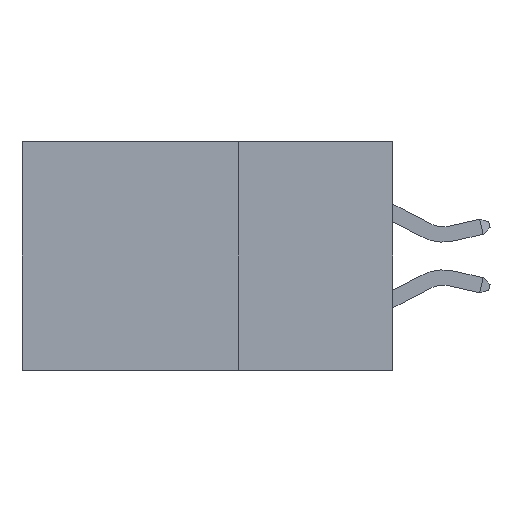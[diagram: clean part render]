
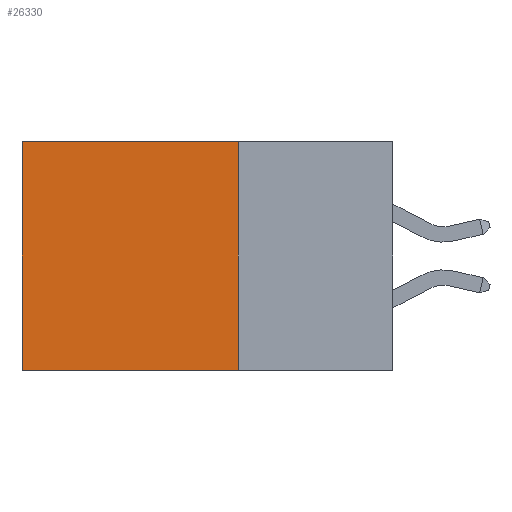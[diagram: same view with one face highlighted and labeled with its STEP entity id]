
A CAD part, left-side view. The second image highlights one B-rep face of the part: STEP entity #26330.
In plain terms, the highlighted planar face has unit normal (-1, 0, 0).
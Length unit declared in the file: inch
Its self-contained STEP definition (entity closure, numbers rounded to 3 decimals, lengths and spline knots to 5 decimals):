
#482 = VERTEX_POINT ( 'NONE', #33805 ) ;
#4394 = EDGE_CURVE ( 'NONE', #482, #11443, #15619, .T. ) ;
#5329 = EDGE_CURVE ( 'NONE', #11835, #11443, #6333, .T. ) ;
#5770 = PLANE ( 'NONE',  #36502 ) ;
#6209 = VECTOR ( 'NONE', #12127, 39.37008 ) ;
#6333 = LINE ( 'NONE', #37400, #13588 ) ;
#8880 = DIRECTION ( 'NONE',  ( 0., 0., -1. ) ) ;
#10738 = EDGE_CURVE ( 'NONE', #33665, #11835, #23725, .T. ) ;
#11443 = VERTEX_POINT ( 'NONE', #15477 ) ;
#11500 = CARTESIAN_POINT ( 'NONE',  ( 0.2875, 0.6, 0. ) ) ;
#11835 = VERTEX_POINT ( 'NONE', #14085 ) ;
#11880 = ORIENTED_EDGE ( 'NONE', *, *, #16887, .T. ) ;
#12096 = ORIENTED_EDGE ( 'NONE', *, *, #4394, .T. ) ;
#12127 = DIRECTION ( 'NONE',  ( 0., 0., -1. ) ) ;
#13362 = CARTESIAN_POINT ( 'NONE',  ( 0.2875, 0.25, 0. ) ) ;
#13588 = VECTOR ( 'NONE', #18637, 39.37008 ) ;
#14085 = CARTESIAN_POINT ( 'NONE',  ( 0.2875, 0.25, -0.37 ) ) ;
#15477 = CARTESIAN_POINT ( 'NONE',  ( 0.2875, 0.6, -0.37 ) ) ;
#15619 = LINE ( 'NONE', #11500, #31165 ) ;
#16299 = CARTESIAN_POINT ( 'NONE',  ( 0.2875, 0.25, 0. ) ) ;
#16362 = EDGE_LOOP ( 'NONE', ( #12096, #23611, #32882, #11880 ) ) ;
#16887 = EDGE_CURVE ( 'NONE', #33665, #482, #19410, .T. ) ;
#18354 = CARTESIAN_POINT ( 'NONE',  ( 0.2875, 0.25, 0. ) ) ;
#18637 = DIRECTION ( 'NONE',  ( 0., 1., 0. ) ) ;
#19410 = LINE ( 'NONE', #13362, #34955 ) ;
#23611 = ORIENTED_EDGE ( 'NONE', *, *, #5329, .F. ) ;
#23725 = LINE ( 'NONE', #18354, #6209 ) ;
#24411 = CARTESIAN_POINT ( 'NONE',  ( 0.2875, 0.25, 0. ) ) ;
#26330 = ADVANCED_FACE ( 'NONE', ( #33592 ), #5770, .F. ) ;
#27011 = DIRECTION ( 'NONE',  ( 0., 0., -1. ) ) ;
#27492 = DIRECTION ( 'NONE',  ( 1., 0., 0. ) ) ;
#31165 = VECTOR ( 'NONE', #27011, 39.37008 ) ;
#31959 = DIRECTION ( 'NONE',  ( 0., 1., 0. ) ) ;
#32882 = ORIENTED_EDGE ( 'NONE', *, *, #10738, .F. ) ;
#33592 = FACE_OUTER_BOUND ( 'NONE', #16362, .T. ) ;
#33665 = VERTEX_POINT ( 'NONE', #16299 ) ;
#33805 = CARTESIAN_POINT ( 'NONE',  ( 0.2875, 0.6, 0. ) ) ;
#34955 = VECTOR ( 'NONE', #31959, 39.37008 ) ;
#36502 = AXIS2_PLACEMENT_3D ( 'NONE', #24411, #27492, #8880 ) ;
#37400 = CARTESIAN_POINT ( 'NONE',  ( 0.2875, 0.25, -0.37 ) ) ;
